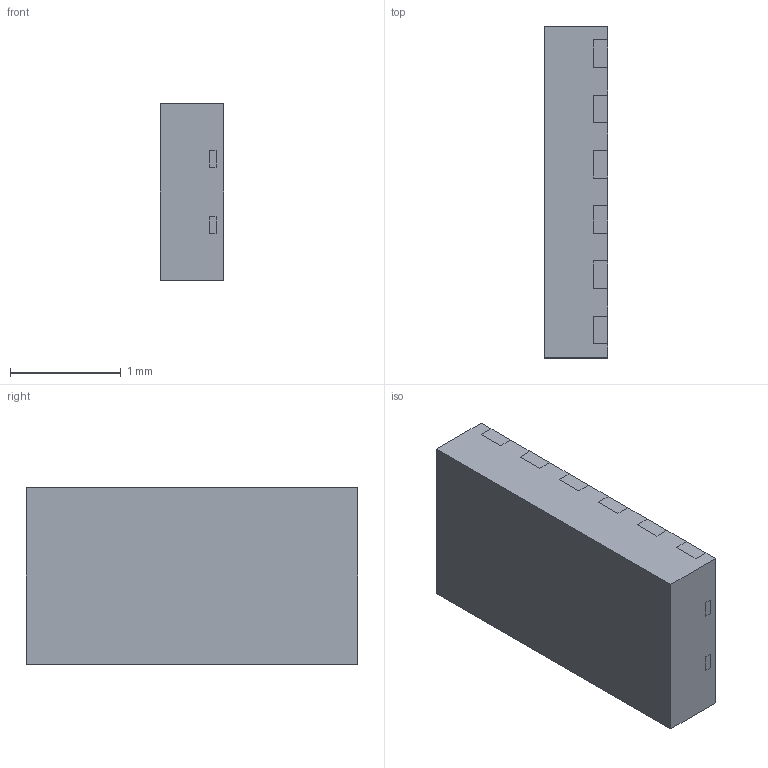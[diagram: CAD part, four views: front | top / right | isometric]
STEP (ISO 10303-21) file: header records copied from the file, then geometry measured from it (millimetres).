
FILE_DESCRIPTION(/* description */ ('Unknown'),/* implementation_level */ '2;1');
FILE_NAME(/* name */ 'DFN3016-12 STP',/* time_stamp */ '2020-09-30T15:03:14+08:00',/* author */ ('Unknown'),/* organization */ ('Unknown'),/* preprocessor_version */ 'ST-DEVELOPER v16.7',/* originating_system */ 'DEX',/* authorisation */ $);
FILE_SCHEMA (('AUTOMOTIVE_DESIGN {1 0 10303 214 3 1 1}'));
Length unit declared in the file: millimetre
Products named in the file (3): DFN3016-12; EMC; LDF
Assembly tree (2 placements, depth 2):
  DFN3016-12
    EMC
    LDF
Bounding box: 0.57 x 3 x 1.6 mm (x, y, z)
Volume: 2.8 mm3; surface area: 29.9 mm2
Topology: 14 solids, 14 shells, 367 faces, 1020 edges, 680 vertices
Faces by surface type: plane 305, cylinder 62
Entity records: 13045 total; most frequent: CARTESIAN_POINT 2070, ORIENTED_EDGE 2040, DIRECTION 1884, EDGE_CURVE 1020, LINE 896, VECTOR 896, VERTEX_POINT 680, AXIS2_PLACEMENT_3D 494
